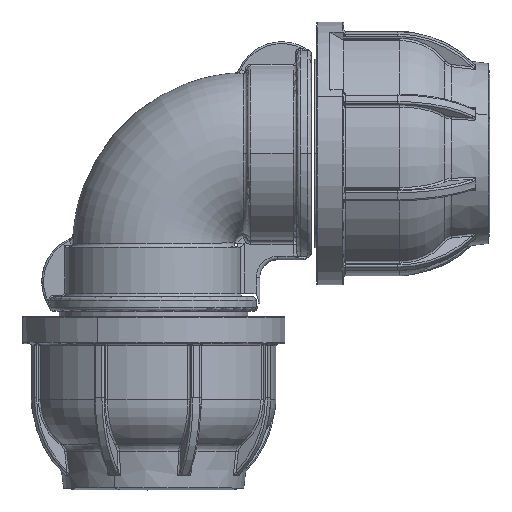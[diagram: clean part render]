
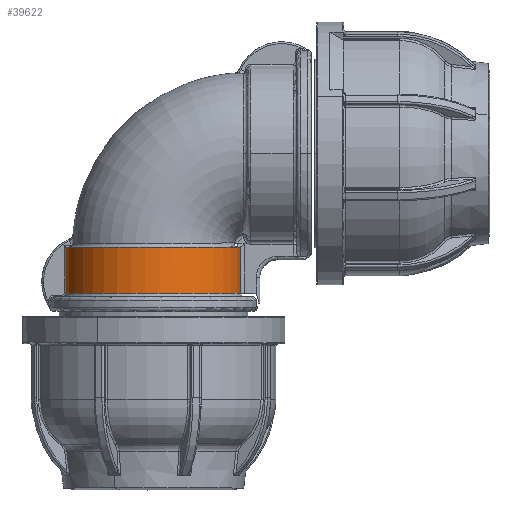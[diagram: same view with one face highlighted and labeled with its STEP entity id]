
A CAD part, top view. The second image highlights one B-rep face of the part: STEP entity #39622.
In plain terms, the highlighted cylindrical face has radius 24.5 mm (diameter 49 mm), a partial arc.
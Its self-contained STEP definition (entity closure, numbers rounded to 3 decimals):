
#1770 = LINE ( 'NONE', #38202, #31799 ) ;
#2037 = EDGE_CURVE ( 'NONE', #44113, #44112, #1770, .T. ) ;
#10950 = CARTESIAN_POINT ( 'NONE',  ( -75.089, -26., 14.791 ) ) ;
#10967 = CARTESIAN_POINT ( 'NONE',  ( -75.099, -38.8, 14.721 ) ) ;
#10968 = CARTESIAN_POINT ( 'NONE',  ( -75.099, -25.995, 14.721 ) ) ;
#10979 = CARTESIAN_POINT ( 'NONE',  ( -26.669, -26., 15.291 ) ) ;
#10984 = CARTESIAN_POINT ( 'NONE',  ( -26.643, -25.988, 15.134 ) ) ;
#10985 = CARTESIAN_POINT ( 'NONE',  ( -26.643, -38.8, 15.134 ) ) ;
#13149 = FACE_OUTER_BOUND ( 'NONE', #25583, .T. ) ;
#13150 = CYLINDRICAL_SURFACE ( 'NONE', #23625, 24.5 ) ;
#23625 = AXIS2_PLACEMENT_3D ( 'NONE', #24745, #24746, #24747 ) ;
#24001 = VECTOR ( 'NONE', #30876, 1000. ) ;
#24016 = CIRCLE ( 'NONE', #24031, 24.5 ) ;
#24027 = CIRCLE ( 'NONE', #24035, 24.5 ) ;
#24031 = AXIS2_PLACEMENT_3D ( 'NONE', #31083, #31084, #31085 ) ;
#24035 = AXIS2_PLACEMENT_3D ( 'NONE', #31093, #31094, #31095 ) ;
#24745 = CARTESIAN_POINT ( 'NONE',  ( -50.84, -26., 11.291 ) ) ;
#24746 = DIRECTION ( 'NONE',  ( 0., -1., 0. ) ) ;
#24747 = DIRECTION ( 'NONE',  ( 1., 0., 0. ) ) ;
#25583 = EDGE_LOOP ( 'NONE', ( #44678, #44679, #44680, #44682, #44683, #44681 ) ) ;
#29050 = LINE ( 'NONE', #30875, #24001 ) ;
#30032 = B_SPLINE_CURVE_WITH_KNOTS ( 'NONE', 3,
 ( #30795, #30796, #30797, #30798 ),
 .UNSPECIFIED., .F., .F.,
 ( 4, 4 ),
 ( 0., 0. ),
 .UNSPECIFIED. ) ;
#30058 = B_SPLINE_CURVE_WITH_KNOTS ( 'NONE', 3,
 ( #31086, #31087, #31088, #31089 ),
 .UNSPECIFIED., .F., .F.,
 ( 4, 4 ),
 ( 0., 0. ),
 .UNSPECIFIED. ) ;
#30795 = CARTESIAN_POINT ( 'NONE',  ( -26.643, -25.988, 15.134 ) ) ;
#30796 = CARTESIAN_POINT ( 'NONE',  ( -26.652, -25.996, 15.186 ) ) ;
#30797 = CARTESIAN_POINT ( 'NONE',  ( -26.66, -26., 15.238 ) ) ;
#30798 = CARTESIAN_POINT ( 'NONE',  ( -26.669, -26., 15.291 ) ) ;
#30875 = CARTESIAN_POINT ( 'NONE',  ( -75.099, -26., 14.721 ) ) ;
#30876 = DIRECTION ( 'NONE',  ( 0., -1., 0. ) ) ;
#31083 = CARTESIAN_POINT ( 'NONE',  ( -50.84, -26., 11.291 ) ) ;
#31084 = DIRECTION ( 'NONE',  ( 0., -1., 0. ) ) ;
#31085 = DIRECTION ( 'NONE',  ( 1., 0., 0. ) ) ;
#31086 = CARTESIAN_POINT ( 'NONE',  ( -75.089, -26., 14.791 ) ) ;
#31087 = CARTESIAN_POINT ( 'NONE',  ( -75.092, -26., 14.767 ) ) ;
#31088 = CARTESIAN_POINT ( 'NONE',  ( -75.095, -25.998, 14.744 ) ) ;
#31089 = CARTESIAN_POINT ( 'NONE',  ( -75.099, -25.995, 14.721 ) ) ;
#31093 = CARTESIAN_POINT ( 'NONE',  ( -50.84, -38.8, 11.291 ) ) ;
#31094 = DIRECTION ( 'NONE',  ( 0., 1., 0. ) ) ;
#31095 = DIRECTION ( 'NONE',  ( 1., 0., 0. ) ) ;
#31799 = VECTOR ( 'NONE', #38203, 1000. ) ;
#38202 = CARTESIAN_POINT ( 'NONE',  ( -26.643, -26., 15.134 ) ) ;
#38203 = DIRECTION ( 'NONE',  ( 0., 1., 0. ) ) ;
#39622 = ADVANCED_FACE ( 'NONE', ( #13149 ), #13150, .T. ) ;
#39975 = EDGE_CURVE ( 'NONE', #44112, #44107, #30032, .T. ) ;
#39991 = EDGE_CURVE ( 'NONE', #44096, #44095, #29050, .T. ) ;
#40019 = EDGE_CURVE ( 'NONE', #44107, #44078, #24016, .T. ) ;
#40020 = EDGE_CURVE ( 'NONE', #44078, #44096, #30058, .T. ) ;
#40022 = EDGE_CURVE ( 'NONE', #44095, #44113, #24027, .T. ) ;
#44078 = VERTEX_POINT ( 'NONE', #10950 ) ;
#44095 = VERTEX_POINT ( 'NONE', #10967 ) ;
#44096 = VERTEX_POINT ( 'NONE', #10968 ) ;
#44107 = VERTEX_POINT ( 'NONE', #10979 ) ;
#44112 = VERTEX_POINT ( 'NONE', #10984 ) ;
#44113 = VERTEX_POINT ( 'NONE', #10985 ) ;
#44678 = ORIENTED_EDGE ( 'NONE', *, *, #40020, .T. ) ;
#44679 = ORIENTED_EDGE ( 'NONE', *, *, #39991, .T. ) ;
#44680 = ORIENTED_EDGE ( 'NONE', *, *, #40022, .T. ) ;
#44681 = ORIENTED_EDGE ( 'NONE', *, *, #40019, .T. ) ;
#44682 = ORIENTED_EDGE ( 'NONE', *, *, #2037, .T. ) ;
#44683 = ORIENTED_EDGE ( 'NONE', *, *, #39975, .T. ) ;
